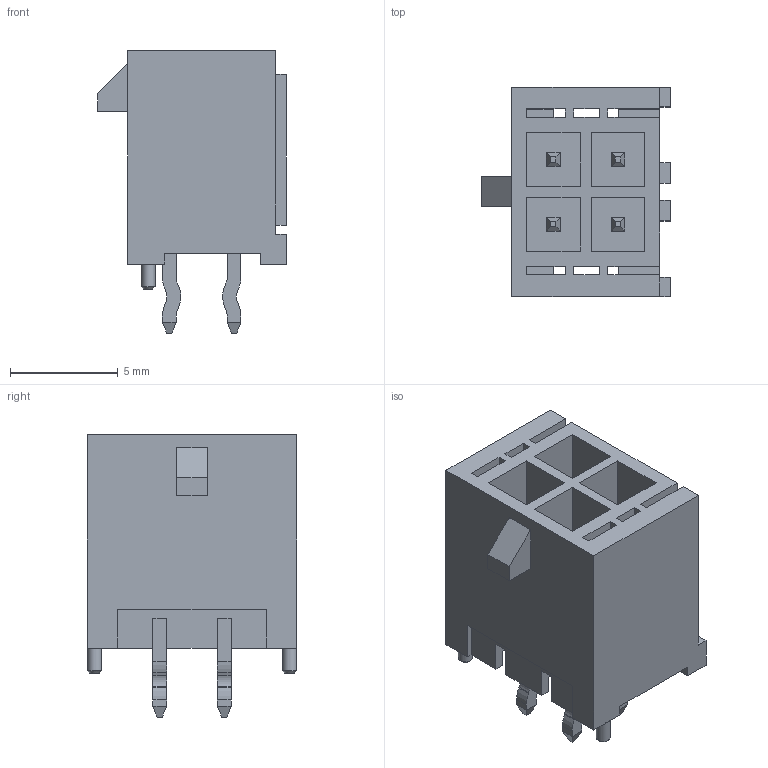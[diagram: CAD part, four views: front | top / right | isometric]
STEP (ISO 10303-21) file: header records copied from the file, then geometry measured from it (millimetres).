
FILE_DESCRIPTION(/* description */ ('Unknown'),/* implementation_level */ '2;1');
FILE_NAME(/* name */ '66200421122',/* time_stamp */ '2017-07-04T09:45:28+02:00',/* author */ ('Unknown'),/* organization */ ('Unknown'),/* preprocessor_version */ 'ST-DEVELOPER v16.7',/* originating_system */ 'DEX',/* authorisation */ $);
FILE_SCHEMA (('AUTOMOTIVE_DESIGN {1 0 10303 214 3 1 1}'));
Length unit declared in the file: millimetre
Products named in the file (3): 6620xx21122; 66200421122; 6620xx21122_PIN
Assembly tree (5 placements, depth 2):
  6620xx21122
    66200421122
    6620xx21122_PIN  x4
Bounding box: 8.76 x 9.7 x 13.1 mm (x, y, z)
Volume: 432.2 mm3; surface area: 1124.7 mm2
Topology: 5 solids, 5 shells, 257 faces, 720 edges, 468 vertices
Faces by surface type: plane 229, cylinder 26, cone 2
Full cylindrical faces by diameter (mm): 0.65 x2
Entity records: 5946 total; most frequent: CARTESIAN_POINT 1053, ORIENTED_EDGE 1044, DIRECTION 910, EDGE_CURVE 522, LINE 504, VECTOR 504, VERTEX_POINT 346, AXIS2_PLACEMENT_3D 203
